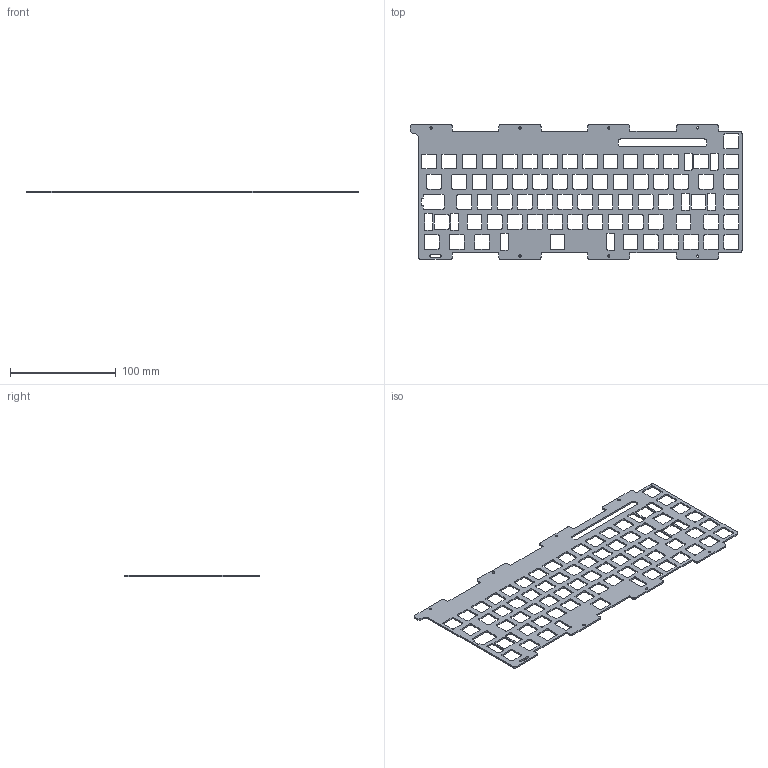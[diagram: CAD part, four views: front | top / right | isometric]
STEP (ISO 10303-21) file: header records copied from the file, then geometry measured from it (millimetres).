
FILE_DESCRIPTION(('HOOPS Exchange Step'),'2;1');
FILE_NAME('temp_export','2023-12-12T23:05:34+08:00',('mobile'),('Shapr3D Limited'),'HOOPS Exchange 2023.2','Shapr3D','Authorized');
FILE_SCHEMA( ('AUTOMOTIVE_DESIGN { 1 0 10303 214 1 1 1 1 }') );
Length unit declared in the file: millimetre
Products named in the file (1): root
Bounding box: 313.96 x 127.27 x 1.5 mm (x, y, z)
Volume: 32841.1 mm3; surface area: 51759.7 mm2
Topology: 1 solids, 1 shells, 698 faces, 2102 edges, 1406 vertices
Faces by surface type: plane 356, cylinder 342
Full cylindrical faces by diameter (mm): 2.2 x7
Entity records: 24184 total; most frequent: CARTESIAN_POINT 4207, ORIENTED_EDGE 4204, DIRECTION 4198, EDGE_CURVE 2102, VERTEX_POINT 1406, VECTOR 1404, LINE 1404, AXIS2_PLACEMENT_3D 1397
